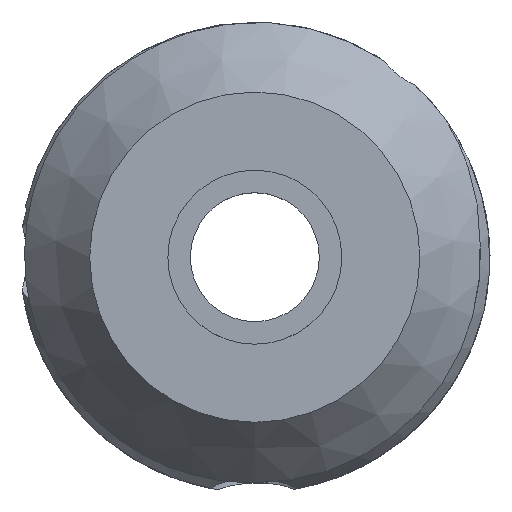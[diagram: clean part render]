
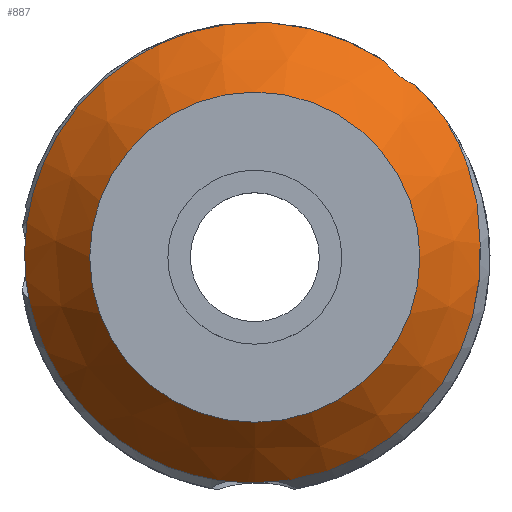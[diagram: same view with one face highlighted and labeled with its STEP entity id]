
A CAD part, top view. The second image highlights one B-rep face of the part: STEP entity #887.
In plain terms, the highlighted conical face has half-angle 40 degrees and reference radius 10.44 mm.
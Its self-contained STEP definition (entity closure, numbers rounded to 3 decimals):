
#24=CONICAL_SURFACE('',#975,10.44,0.698);
#92=FACE_OUTER_BOUND('',#151,.T.);
#151=EDGE_LOOP('',(#724,#725,#726,#727,#728,#729,#730,#731,#732,#733,#734));
#202=B_SPLINE_CURVE_WITH_KNOTS('',3,(#1416,#1417,#1418,#1419,#1420,#1421,
#1422,#1423,#1424,#1425),.UNSPECIFIED.,.F.,.F.,(4,2,2,2,4),(0.379,
0.385,0.493,0.6,0.621),
 .UNSPECIFIED.);
#233=B_SPLINE_CURVE_WITH_KNOTS('',3,(#3021,#3022,#3023,#3024,#3025,#3026,
#3027,#3028,#3029,#3030,#3031,#3032,#3033,#3034,#3035,#3036,#3037,#3038,
#3039,#3040,#3041,#3042,#3043,#3044),.UNSPECIFIED.,.F.,.F.,(4,2,2,2,2,2,
2,2,2,2,2,4),(-3.922,-3.61,-3.285,-3.072,
-2.667,-2.282,-2.094,-1.657,
-1.109,-0.838,-0.414,0.),
 .UNSPECIFIED.);
#234=B_SPLINE_CURVE_WITH_KNOTS('',3,(#3046,#3047,#3048,#3049),
 .UNSPECIFIED.,.F.,.F.,(4,4),(0.,0.016),.UNSPECIFIED.);
#237=B_SPLINE_CURVE_WITH_KNOTS('',3,(#3204,#3205,#3206,#3207,#3208,#3209,
#3210,#3211),.UNSPECIFIED.,.F.,.F.,(4,2,2,4),(-0.802,-0.4,
-0.214,0.),.UNSPECIFIED.);
#264=LINE('',#3324,#281);
#281=VECTOR('',#1117,10.44);
#300=CIRCLE('',#940,14.867);
#319=CIRCLE('',#971,14.867);
#320=CIRCLE('',#973,14.266);
#321=CIRCLE('',#974,14.266);
#322=CIRCLE('',#976,10.44);
#361=VERTEX_POINT('',#1408);
#362=VERTEX_POINT('',#1415);
#375=VERTEX_POINT('',#1911);
#388=VERTEX_POINT('',#2976);
#389=VERTEX_POINT('',#3020);
#390=VERTEX_POINT('',#3045);
#404=VERTEX_POINT('',#3203);
#409=VERTEX_POINT('',#3319);
#410=VERTEX_POINT('',#3323);
#459=EDGE_CURVE('',#362,#361,#202,.T.);
#478=EDGE_CURVE('',#375,#362,#300,.T.);
#499=EDGE_CURVE('',#389,#388,#233,.T.);
#500=EDGE_CURVE('',#390,#389,#234,.T.);
#519=EDGE_CURVE('',#361,#390,#319,.T.);
#520=EDGE_CURVE('',#404,#375,#237,.T.);
#527=EDGE_CURVE('',#404,#409,#320,.F.);
#528=EDGE_CURVE('',#409,#388,#321,.F.);
#529=EDGE_CURVE('',#409,#410,#264,.T.);
#530=EDGE_CURVE('',#410,#410,#322,.F.);
#724=ORIENTED_EDGE('',*,*,#459,.T.);
#725=ORIENTED_EDGE('',*,*,#519,.T.);
#726=ORIENTED_EDGE('',*,*,#500,.T.);
#727=ORIENTED_EDGE('',*,*,#499,.T.);
#728=ORIENTED_EDGE('',*,*,#528,.F.);
#729=ORIENTED_EDGE('',*,*,#529,.T.);
#730=ORIENTED_EDGE('',*,*,#530,.F.);
#731=ORIENTED_EDGE('',*,*,#529,.F.);
#732=ORIENTED_EDGE('',*,*,#527,.F.);
#733=ORIENTED_EDGE('',*,*,#520,.T.);
#734=ORIENTED_EDGE('',*,*,#478,.T.);
#887=ADVANCED_FACE('',(#92),#24,.T.);
#940=AXIS2_PLACEMENT_3D('',#1912,#1042,#1043);
#971=AXIS2_PLACEMENT_3D('',#3139,#1107,#1108);
#973=AXIS2_PLACEMENT_3D('',#3320,#1111,#1112);
#974=AXIS2_PLACEMENT_3D('',#3321,#1113,#1114);
#975=AXIS2_PLACEMENT_3D('',#3322,#1115,#1116);
#976=AXIS2_PLACEMENT_3D('',#3325,#1118,#1119);
#1042=DIRECTION('center_axis',(0.,0.,1.));
#1043=DIRECTION('ref_axis',(1.,0.,0.));
#1107=DIRECTION('center_axis',(0.,0.,1.));
#1108=DIRECTION('ref_axis',(1.,0.,0.));
#1111=DIRECTION('center_axis',(0.,0.,1.));
#1112=DIRECTION('ref_axis',(0.,1.,0.));
#1113=DIRECTION('center_axis',(0.,0.,1.));
#1114=DIRECTION('ref_axis',(0.,1.,0.));
#1115=DIRECTION('center_axis',(0.,0.,-1.));
#1116=DIRECTION('ref_axis',(0.,1.,0.));
#1117=DIRECTION('',(0.,0.643,0.766));
#1118=DIRECTION('center_axis',(0.,0.,-1.));
#1119=DIRECTION('ref_axis',(0.,1.,0.));
#1408=CARTESIAN_POINT('',(8.196,12.404,1.723));
#1415=CARTESIAN_POINT('',(10.112,10.898,1.723));
#1416=CARTESIAN_POINT('Ctrl Pts',(10.112,10.898,1.723));
#1417=CARTESIAN_POINT('Ctrl Pts',(10.095,10.906,1.731));
#1418=CARTESIAN_POINT('Ctrl Pts',(10.078,10.914,1.738));
#1419=CARTESIAN_POINT('Ctrl Pts',(9.733,11.072,1.878));
#1420=CARTESIAN_POINT('Ctrl Pts',(9.405,11.273,1.951));
#1421=CARTESIAN_POINT('Ctrl Pts',(8.834,11.708,1.967));
#1422=CARTESIAN_POINT('Ctrl Pts',(8.554,11.969,1.913));
#1423=CARTESIAN_POINT('Ctrl Pts',(8.279,12.298,1.774));
#1424=CARTESIAN_POINT('Ctrl Pts',(8.236,12.351,1.75));
#1425=CARTESIAN_POINT('Ctrl Pts',(8.196,12.404,1.723));
#1911=CARTESIAN_POINT('',(12.113,8.624,1.721));
#1912=CARTESIAN_POINT('Origin',(0.,0.,1.723));
#2976=CARTESIAN_POINT('',(-0.461,-14.259,2.44));
#3020=CARTESIAN_POINT('',(0.724,14.849,1.727));
#3021=CARTESIAN_POINT('Ctrl Pts',(0.724,14.847,1.726));
#3022=CARTESIAN_POINT('Ctrl Pts',(-0.476,14.893,1.741));
#3023=CARTESIAN_POINT('Ctrl Pts',(-1.682,14.795,1.754));
#3024=CARTESIAN_POINT('Ctrl Pts',(-4.092,14.288,1.792));
#3025=CARTESIAN_POINT('Ctrl Pts',(-5.286,13.87,1.816));
#3026=CARTESIAN_POINT('Ctrl Pts',(-7.149,12.94,1.851));
#3027=CARTESIAN_POINT('Ctrl Pts',(-7.857,12.51,1.864));
#3028=CARTESIAN_POINT('Ctrl Pts',(-9.794,11.097,1.901));
#3029=CARTESIAN_POINT('Ctrl Pts',(-11.138,9.811,1.921));
#3030=CARTESIAN_POINT('Ctrl Pts',(-13.289,6.455,1.987));
#3031=CARTESIAN_POINT('Ctrl Pts',(-14.001,4.615,2.026));
#3032=CARTESIAN_POINT('Ctrl Pts',(-14.502,1.767,2.068));
#3033=CARTESIAN_POINT('Ctrl Pts',(-14.576,0.818,2.079));
#3034=CARTESIAN_POINT('Ctrl Pts',(-14.515,-2.34,2.119));
#3035=CARTESIAN_POINT('Ctrl Pts',(-13.978,-4.138,2.155));
#3036=CARTESIAN_POINT('Ctrl Pts',(-12.693,-7.149,2.216));
#3037=CARTESIAN_POINT('Ctrl Pts',(-11.667,-8.686,2.243));
#3038=CARTESIAN_POINT('Ctrl Pts',(-9.761,-10.629,2.277));
#3039=CARTESIAN_POINT('Ctrl Pts',(-9.07,-11.212,2.288));
#3040=CARTESIAN_POINT('Ctrl Pts',(-7.161,-12.53,2.324));
#3041=CARTESIAN_POINT('Ctrl Pts',(-5.877,-13.156,2.353));
#3042=CARTESIAN_POINT('Ctrl Pts',(-3.211,-14.002,2.401));
#3043=CARTESIAN_POINT('Ctrl Pts',(-1.84,-14.23,2.421));
#3044=CARTESIAN_POINT('Ctrl Pts',(-0.461,-14.259,2.44));
#3045=CARTESIAN_POINT('',(0.955,14.837,1.723));
#3046=CARTESIAN_POINT('Ctrl Pts',(0.955,14.837,1.723));
#3047=CARTESIAN_POINT('Ctrl Pts',(0.878,14.842,1.724));
#3048=CARTESIAN_POINT('Ctrl Pts',(0.801,14.846,1.726));
#3049=CARTESIAN_POINT('Ctrl Pts',(0.724,14.85,1.727));
#3139=CARTESIAN_POINT('Origin',(0.,0.,1.723));
#3203=CARTESIAN_POINT('',(14.241,0.848,2.44));
#3204=CARTESIAN_POINT('Ctrl Pts',(14.241,0.848,2.44));
#3205=CARTESIAN_POINT('Ctrl Pts',(14.251,2.217,2.33));
#3206=CARTESIAN_POINT('Ctrl Pts',(14.076,3.605,2.202));
#3207=CARTESIAN_POINT('Ctrl Pts',(13.556,5.533,2.008));
#3208=CARTESIAN_POINT('Ctrl Pts',(13.352,6.134,1.946));
#3209=CARTESIAN_POINT('Ctrl Pts',(12.825,7.387,1.825));
#3210=CARTESIAN_POINT('Ctrl Pts',(12.491,8.02,1.771));
#3211=CARTESIAN_POINT('Ctrl Pts',(12.113,8.623,1.721));
#3319=CARTESIAN_POINT('',(0.,-14.266,2.44));
#3320=CARTESIAN_POINT('Origin',(0.,0.,2.44));
#3321=CARTESIAN_POINT('Origin',(0.,0.,2.44));
#3322=CARTESIAN_POINT('Origin',(0.,0.,7.));
#3323=CARTESIAN_POINT('',(0.,-10.44,7.));
#3324=CARTESIAN_POINT('',(0.,-10.44,7.));
#3325=CARTESIAN_POINT('Origin',(0.,0.,7.));
